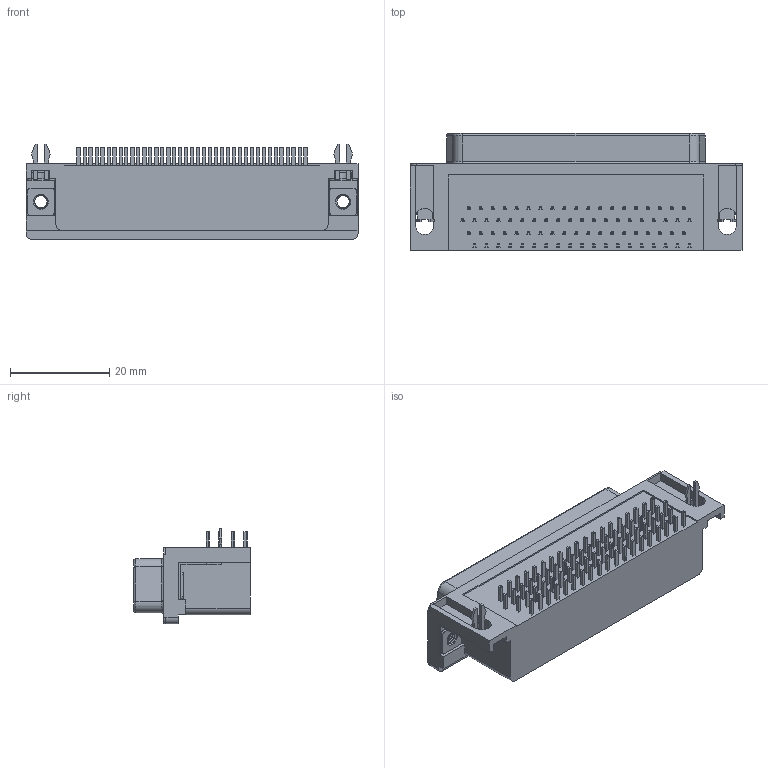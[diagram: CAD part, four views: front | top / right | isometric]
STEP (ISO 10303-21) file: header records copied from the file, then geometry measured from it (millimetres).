
FILE_DESCRIPTION(/* description */ (''),/* implementation_level */ '2;1');
FILE_NAME(/* name */ '100222241ugm000_b.stp',/* time_stamp */ '2018-06-21T07:59:37+02:00',/* author */ (''),/* organization */ (''),/* preprocessor_version */ 'ST-DEVELOPER v16.7',/* originating_system */ 'SIEMENS PLM Software NX 12.0',/* authorisation */ '');
FILE_SCHEMA (('AUTOMOTIVE_DESIGN { 1 0 10303 214 3 1 1 1 }'));
Length unit declared in the file: millimetre
Products named in the file (1): 100222241ugm000_b
Bounding box: 67 x 23.6 x 19.32 mm (x, y, z)
Volume: 17043.1 mm3; surface area: 10207.1 mm2
Topology: 1 solids, 81 shells, 1489 faces, 3610 edges, 2445 vertices
Faces by surface type: plane 1045, cylinder 256, cone 168, torus 12, bspline 8
Entity records: 56346 total; most frequent: CARTESIAN_POINT 9989, DIRECTION 7500, ORIENTED_EDGE 7220, EDGE_CURVE 3610, LINE 2560, VECTOR 2560, AXIS2_PLACEMENT_3D 2470, VERTEX_POINT 2444
